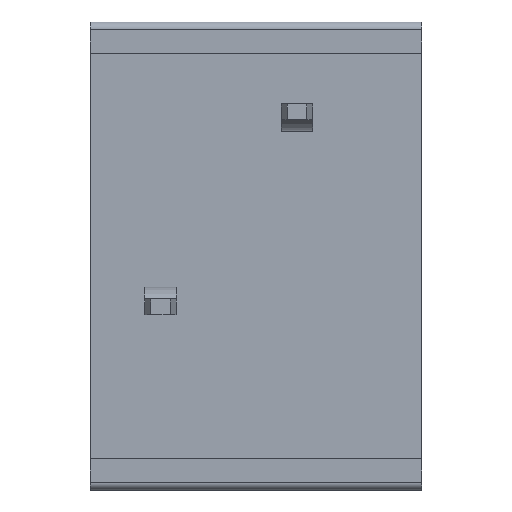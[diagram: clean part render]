
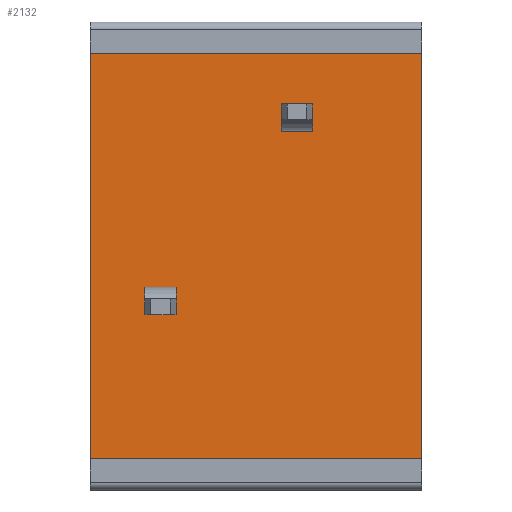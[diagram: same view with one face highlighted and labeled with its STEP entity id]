
A CAD part, front view. The second image highlights one B-rep face of the part: STEP entity #2132.
In plain terms, the highlighted planar face has unit normal (0, -1, 0).
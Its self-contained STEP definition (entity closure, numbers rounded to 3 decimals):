
#54=DIRECTION('',(0.,0.,-1.));
#55=VECTOR('',#54,10.4);
#56=CARTESIAN_POINT('',(1.5,-5.45,5.2));
#57=LINE('',#56,#55);
#180=DIRECTION('',(-1.,0.,0.));
#181=VECTOR('',#180,8.5);
#182=CARTESIAN_POINT('',(1.5,-5.45,5.2));
#183=LINE('',#182,#181);
#184=DIRECTION('',(0.,0.,-1.));
#185=VECTOR('',#184,0.4);
#186=CARTESIAN_POINT('',(-2.1,-5.45,3.9));
#187=LINE('',#186,#185);
#188=DIRECTION('',(1.,0.,0.));
#189=VECTOR('',#188,0.8);
#190=CARTESIAN_POINT('',(-2.1,-5.45,3.5));
#191=LINE('',#190,#189);
#192=DIRECTION('',(0.,0.,-1.));
#193=VECTOR('',#192,0.4);
#194=CARTESIAN_POINT('',(-1.3,-5.45,3.9));
#195=LINE('',#194,#193);
#196=DIRECTION('',(1.,0.,0.));
#197=VECTOR('',#196,0.8);
#198=CARTESIAN_POINT('',(-2.1,-5.45,3.9));
#199=LINE('',#198,#197);
#200=DIRECTION('',(0.,0.,-1.));
#201=VECTOR('',#200,0.4);
#202=CARTESIAN_POINT('',(-5.6,-5.45,-1.1));
#203=LINE('',#202,#201);
#204=DIRECTION('',(1.,0.,0.));
#205=VECTOR('',#204,0.8);
#206=CARTESIAN_POINT('',(-5.6,-5.45,-1.5));
#207=LINE('',#206,#205);
#208=DIRECTION('',(0.,0.,-1.));
#209=VECTOR('',#208,0.4);
#210=CARTESIAN_POINT('',(-4.8,-5.45,-1.1));
#211=LINE('',#210,#209);
#212=DIRECTION('',(1.,0.,0.));
#213=VECTOR('',#212,0.8);
#214=CARTESIAN_POINT('',(-5.6,-5.45,-1.1));
#215=LINE('',#214,#213);
#216=DIRECTION('',(-1.,0.,0.));
#217=VECTOR('',#216,8.5);
#218=CARTESIAN_POINT('',(1.5,-5.45,-5.2));
#219=LINE('',#218,#217);
#987=DIRECTION('',(0.,0.,-1.));
#988=VECTOR('',#987,10.4);
#989=CARTESIAN_POINT('',(-7.,-5.45,5.2));
#990=LINE('',#989,#988);
#1464=CARTESIAN_POINT('',(1.5,-5.45,5.2));
#1465=VERTEX_POINT('',#1464);
#1466=CARTESIAN_POINT('',(1.5,-5.45,-5.2));
#1467=VERTEX_POINT('',#1466);
#1512=CARTESIAN_POINT('',(-7.,-5.45,5.2));
#1513=VERTEX_POINT('',#1512);
#1514=CARTESIAN_POINT('',(-7.,-5.45,-5.2));
#1515=VERTEX_POINT('',#1514);
#1596=CARTESIAN_POINT('',(-2.1,-5.45,3.9));
#1597=CARTESIAN_POINT('',(-2.1,-5.45,3.5));
#1598=VERTEX_POINT('',#1596);
#1599=VERTEX_POINT('',#1597);
#1600=CARTESIAN_POINT('',(-1.3,-5.45,3.9));
#1601=CARTESIAN_POINT('',(-1.3,-5.45,3.5));
#1602=VERTEX_POINT('',#1600);
#1603=VERTEX_POINT('',#1601);
#1628=CARTESIAN_POINT('',(-5.6,-5.45,-1.1));
#1629=CARTESIAN_POINT('',(-5.6,-5.45,-1.5));
#1630=VERTEX_POINT('',#1628);
#1631=VERTEX_POINT('',#1629);
#1632=CARTESIAN_POINT('',(-4.8,-5.45,-1.1));
#1633=CARTESIAN_POINT('',(-4.8,-5.45,-1.5));
#1634=VERTEX_POINT('',#1632);
#1635=VERTEX_POINT('',#1633);
#2099=CARTESIAN_POINT('',(1.5,-5.45,5.2));
#2100=DIRECTION('',(0.,-1.,0.));
#2101=DIRECTION('',(0.,0.,-1.));
#2102=AXIS2_PLACEMENT_3D('',#2099,#2100,#2101);
#2103=PLANE('',#2102);
#2104=ORIENTED_EDGE('',*,*,#1855,.T.);
#2106=ORIENTED_EDGE('',*,*,#2105,.T.);
#2108=ORIENTED_EDGE('',*,*,#2107,.F.);
#2109=ORIENTED_EDGE('',*,*,#2091,.F.);
#2110=EDGE_LOOP('',(#2104,#2106,#2108,#2109));
#2111=FACE_OUTER_BOUND('',#2110,.F.);
#2113=ORIENTED_EDGE('',*,*,#2112,.T.);
#2115=ORIENTED_EDGE('',*,*,#2114,.T.);
#2117=ORIENTED_EDGE('',*,*,#2116,.F.);
#2119=ORIENTED_EDGE('',*,*,#2118,.F.);
#2120=EDGE_LOOP('',(#2113,#2115,#2117,#2119));
#2121=FACE_BOUND('',#2120,.F.);
#2123=ORIENTED_EDGE('',*,*,#2122,.T.);
#2125=ORIENTED_EDGE('',*,*,#2124,.T.);
#2127=ORIENTED_EDGE('',*,*,#2126,.F.);
#2129=ORIENTED_EDGE('',*,*,#2128,.F.);
#2130=EDGE_LOOP('',(#2123,#2125,#2127,#2129));
#2131=FACE_BOUND('',#2130,.F.);
#1855=EDGE_CURVE('',#1465,#1467,#57,.T.);
#2091=EDGE_CURVE('',#1465,#1513,#183,.T.);
#2105=EDGE_CURVE('',#1467,#1515,#219,.T.);
#2107=EDGE_CURVE('',#1513,#1515,#990,.T.);
#2112=EDGE_CURVE('',#1598,#1599,#187,.T.);
#2114=EDGE_CURVE('',#1599,#1603,#191,.T.);
#2116=EDGE_CURVE('',#1602,#1603,#195,.T.);
#2118=EDGE_CURVE('',#1598,#1602,#199,.T.);
#2122=EDGE_CURVE('',#1630,#1631,#203,.T.);
#2124=EDGE_CURVE('',#1631,#1635,#207,.T.);
#2126=EDGE_CURVE('',#1634,#1635,#211,.T.);
#2128=EDGE_CURVE('',#1630,#1634,#215,.T.);
#2132=ADVANCED_FACE('',(#2111,#2121,#2131),#2103,.T.);
